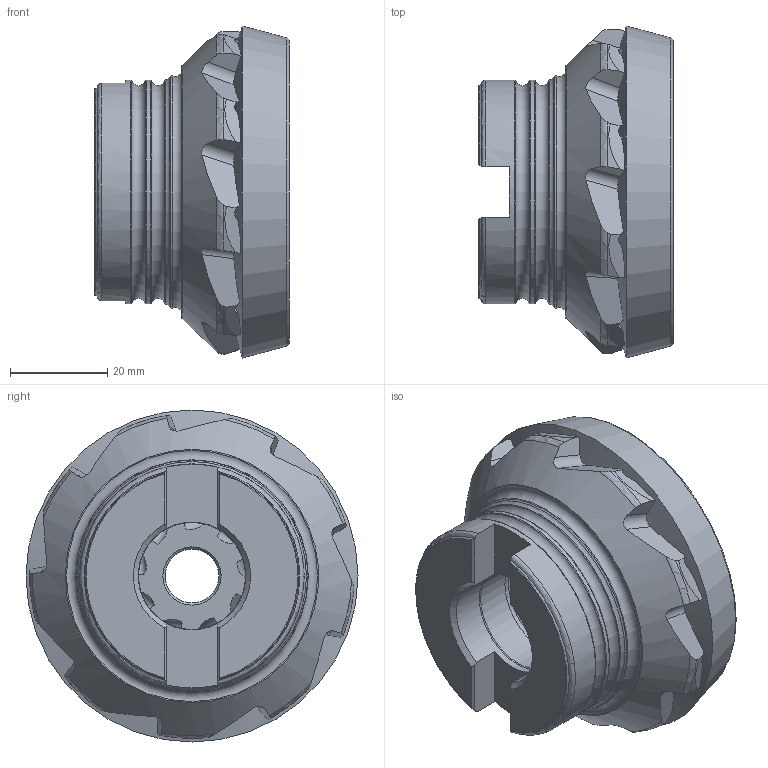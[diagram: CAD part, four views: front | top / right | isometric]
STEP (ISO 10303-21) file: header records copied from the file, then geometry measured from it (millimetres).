
FILE_DESCRIPTION (( 'STEP AP214' ), '1' );
FILE_NAME ('75PP_063_T09_9.STEP', '2015-10-21T09:50:23', ( '' ), ( '' ), 'SwSTEP 2.0', 'SolidWorks 2015', '' );
FILE_SCHEMA (( 'AUTOMOTIVE_DESIGN' ));
Length unit declared in the file: millimetre
Products named in the file (1): 75PP_063_T09_9
Bounding box: 40.03 x 68.29 x 68.29 mm (x, y, z)
Volume: 75362.4 mm3; surface area: 18269.3 mm2
Topology: 1 solids, 10 shells, 187 faces, 510 edges, 335 vertices
Faces by surface type: plane 69, cylinder 52, cone 42, torus 24
Full cylindrical faces by diameter (mm): 3 x9, 3.3 x9, 11 x1, 16.5 x1, 22 x1, 22.15 x1, 22.3 x1, 46 x2
Entity records: 6807 total; most frequent: CARTESIAN_POINT 2707, ORIENTED_EDGE 826, DIRECTION 680, EDGE_CURVE 413, VERTEX_POINT 294, AXIS2_PLACEMENT_3D 294, EDGE_LOOP 237, FACE_OUTER_BOUND 223
